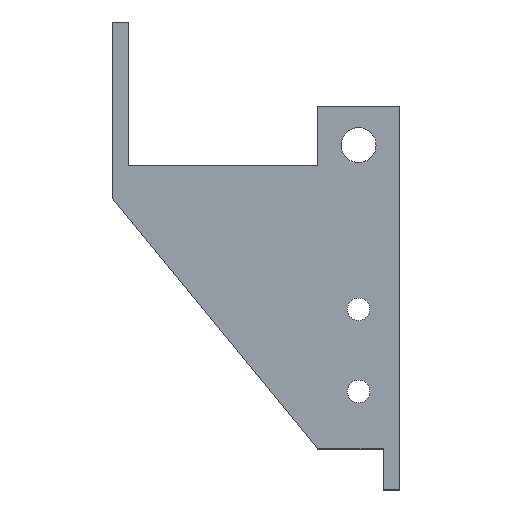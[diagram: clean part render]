
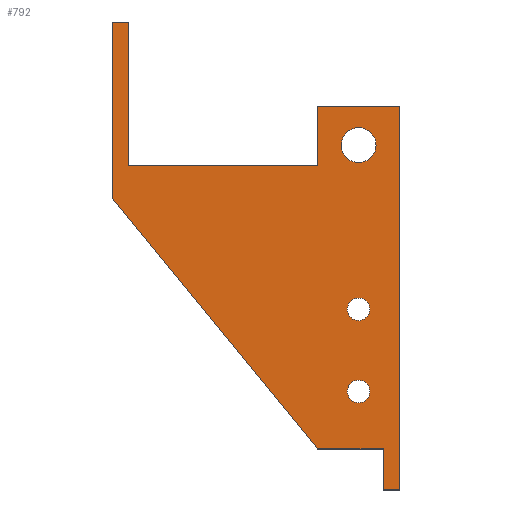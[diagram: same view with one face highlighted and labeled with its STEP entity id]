
A CAD part, top view. The second image highlights one B-rep face of the part: STEP entity #792.
In plain terms, the highlighted planar face has unit normal (0, 0, 1).
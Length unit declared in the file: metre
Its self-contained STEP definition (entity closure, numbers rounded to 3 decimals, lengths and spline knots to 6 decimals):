
#21=CIRCLE('',#847,0.00425);
#22=CIRCLE('',#849,0.00275);
#23=CIRCLE('',#851,0.00275);
#116=ORIENTED_EDGE('',*,*,#308,.F.);
#117=ORIENTED_EDGE('',*,*,#316,.F.);
#118=ORIENTED_EDGE('',*,*,#247,.F.);
#119=ORIENTED_EDGE('',*,*,#304,.T.);
#120=ORIENTED_EDGE('',*,*,#317,.T.);
#121=ORIENTED_EDGE('',*,*,#318,.T.);
#122=ORIENTED_EDGE('',*,*,#319,.T.);
#123=ORIENTED_EDGE('',*,*,#320,.F.);
#124=ORIENTED_EDGE('',*,*,#289,.F.);
#125=ORIENTED_EDGE('',*,*,#321,.F.);
#126=ORIENTED_EDGE('',*,*,#322,.F.);
#127=ORIENTED_EDGE('',*,*,#323,.F.);
#128=ORIENTED_EDGE('',*,*,#314,.F.);
#129=ORIENTED_EDGE('',*,*,#315,.F.);
#247=EDGE_CURVE('',#357,#358,#433,.T.);
#289=EDGE_CURVE('',#392,#393,#472,.T.);
#304=EDGE_CURVE('',#357,#405,#486,.T.);
#308=EDGE_CURVE('',#407,#408,#490,.T.);
#314=EDGE_CURVE('',#411,#411,#21,.T.);
#315=EDGE_CURVE('',#412,#412,#22,.T.);
#316=EDGE_CURVE('',#358,#407,#496,.T.);
#317=EDGE_CURVE('',#405,#413,#497,.T.);
#318=EDGE_CURVE('',#413,#414,#498,.T.);
#319=EDGE_CURVE('',#414,#415,#499,.T.);
#320=EDGE_CURVE('',#393,#415,#500,.T.);
#321=EDGE_CURVE('',#416,#392,#501,.T.);
#322=EDGE_CURVE('',#408,#416,#502,.T.);
#323=EDGE_CURVE('',#417,#417,#23,.T.);
#357=VERTEX_POINT('',#1083);
#358=VERTEX_POINT('',#1084);
#392=VERTEX_POINT('',#1167);
#393=VERTEX_POINT('',#1169);
#405=VERTEX_POINT('',#1196);
#407=VERTEX_POINT('',#1203);
#408=VERTEX_POINT('',#1205);
#411=VERTEX_POINT('',#1215);
#412=VERTEX_POINT('',#1218);
#413=VERTEX_POINT('',#1222);
#414=VERTEX_POINT('',#1224);
#415=VERTEX_POINT('',#1226);
#416=VERTEX_POINT('',#1229);
#417=VERTEX_POINT('',#1232);
#433=LINE('',#1082,#533);
#472=LINE('',#1168,#572);
#486=LINE('',#1197,#586);
#490=LINE('',#1204,#590);
#496=LINE('',#1220,#596);
#497=LINE('',#1221,#597);
#498=LINE('',#1223,#598);
#499=LINE('',#1225,#599);
#500=LINE('',#1227,#600);
#501=LINE('',#1228,#601);
#502=LINE('',#1230,#602);
#533=VECTOR('',#884,1.);
#572=VECTOR('',#945,1.);
#586=VECTOR('',#963,1.);
#590=VECTOR('',#969,1.);
#596=VECTOR('',#985,1.);
#597=VECTOR('',#986,1.);
#598=VECTOR('',#987,1.);
#599=VECTOR('',#988,1.);
#600=VECTOR('',#989,1.);
#601=VECTOR('',#990,1.);
#602=VECTOR('',#991,1.);
#654=EDGE_LOOP('',(#116,#117,#118,#119,#120,#121,#122,#123,#124,#125,#126));
#655=EDGE_LOOP('',(#127));
#656=EDGE_LOOP('',(#128));
#657=EDGE_LOOP('',(#129));
#710=FACE_BOUND('',#654,.T.);
#711=FACE_BOUND('',#655,.T.);
#712=FACE_BOUND('',#656,.T.);
#713=FACE_BOUND('',#657,.T.);
#756=PLANE('',#850);
#792=ADVANCED_FACE('',(#710,#711,#712,#713),#756,.T.);
#847=AXIS2_PLACEMENT_3D('',#1214,#977,#978);
#849=AXIS2_PLACEMENT_3D('',#1217,#981,#982);
#850=AXIS2_PLACEMENT_3D('',#1219,#983,#984);
#851=AXIS2_PLACEMENT_3D('',#1231,#992,#993);
#884=DIRECTION('',(0.,1.,0.));
#945=DIRECTION('',(-1.,0.,0.));
#963=DIRECTION('',(-1.,0.,0.));
#969=DIRECTION('',(0.,-1.,0.));
#977=DIRECTION('',(0.,0.,1.));
#978=DIRECTION('',(1.,0.,0.));
#981=DIRECTION('',(0.,0.,1.));
#982=DIRECTION('',(1.,0.,0.));
#983=DIRECTION('',(0.,0.,1.));
#984=DIRECTION('',(1.,0.,0.));
#985=DIRECTION('',(1.,0.,0.));
#986=DIRECTION('',(0.,1.,0.));
#987=DIRECTION('',(-1.,0.,0.));
#988=DIRECTION('',(0.,-1.,0.));
#989=DIRECTION('',(-0.634,0.773,0.));
#990=DIRECTION('',(0.,1.,0.));
#991=DIRECTION('',(-1.,0.,0.));
#992=DIRECTION('',(0.,0.,1.));
#993=DIRECTION('',(1.,0.,0.));
#1082=CARTESIAN_POINT('',(-0.01,0.03,0.006));
#1083=CARTESIAN_POINT('',(-0.01,0.035,0.006));
#1084=CARTESIAN_POINT('',(-0.01,0.0495,0.006));
#1167=CARTESIAN_POINT('',(0.006,-0.034,0.006));
#1168=CARTESIAN_POINT('',(0.,-0.034,0.006));
#1169=CARTESIAN_POINT('',(-0.01,-0.034,0.006));
#1196=CARTESIAN_POINT('',(-0.056,0.035,0.006));
#1197=CARTESIAN_POINT('',(-0.035,0.035,0.006));
#1203=CARTESIAN_POINT('',(0.01,0.0495,0.006));
#1204=CARTESIAN_POINT('',(0.01,0.03,0.006));
#1205=CARTESIAN_POINT('',(0.01,-0.044,0.006));
#1214=CARTESIAN_POINT('',(0.,0.04,0.006));
#1215=CARTESIAN_POINT('',(0.00425,0.04,0.006));
#1217=CARTESIAN_POINT('',(0.,0.,0.006));
#1218=CARTESIAN_POINT('',(0.00275,0.,0.006));
#1219=CARTESIAN_POINT('',(0.,0.02,0.006));
#1220=CARTESIAN_POINT('',(0.,0.0495,0.006));
#1221=CARTESIAN_POINT('',(-0.056,0.0525,0.006));
#1222=CARTESIAN_POINT('',(-0.056,0.07,0.006));
#1223=CARTESIAN_POINT('',(-0.056,0.07,0.006));
#1224=CARTESIAN_POINT('',(-0.06,0.07,0.006));
#1225=CARTESIAN_POINT('',(-0.06,0.0325,0.006));
#1226=CARTESIAN_POINT('',(-0.06,0.027,0.006));
#1227=CARTESIAN_POINT('',(-0.035,-0.0035,0.006));
#1228=CARTESIAN_POINT('',(0.006,-0.044,0.006));
#1229=CARTESIAN_POINT('',(0.006,-0.044,0.006));
#1230=CARTESIAN_POINT('',(0.,-0.044,0.006));
#1231=CARTESIAN_POINT('',(0.,-0.02,0.006));
#1232=CARTESIAN_POINT('',(0.00275,-0.02,0.006));
